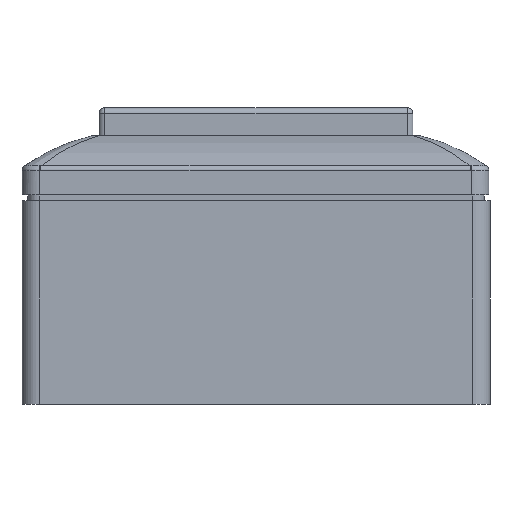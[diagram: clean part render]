
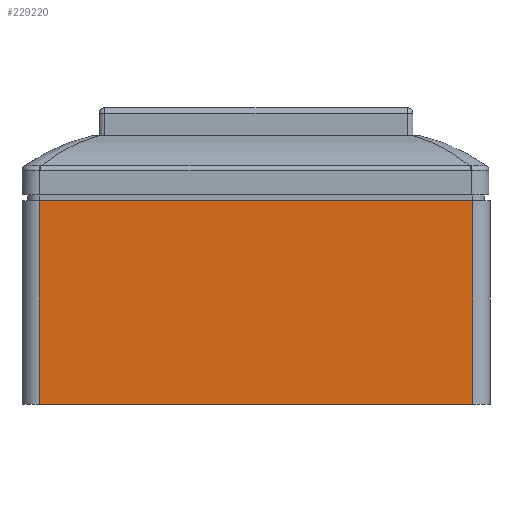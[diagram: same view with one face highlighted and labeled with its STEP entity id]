
A CAD part, front view. The second image highlights one B-rep face of the part: STEP entity #229220.
In plain terms, the highlighted planar face has unit normal (0, -1, 0).
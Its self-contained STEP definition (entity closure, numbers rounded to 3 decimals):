
#222840=CARTESIAN_POINT('',(37.25,-40.25,35.));
#222850=VERTEX_POINT('',#222840);
#222880=CARTESIAN_POINT('',(40.25,-40.25,35.));
#222890=DIRECTION('',(-1.,0.,0.));
#222900=VECTOR('',#222890,1.);
#222910=LINE('',#222880,#222900);
#222920=CARTESIAN_POINT('',(-37.25,-40.25,35.));
#222930=VERTEX_POINT('',#222920);
#222940=EDGE_CURVE('',#222850,#222930,#222910,.T.);
#224140=CARTESIAN_POINT('',(-37.25,-40.25,0.));
#224150=VERTEX_POINT('',#224140);
#224180=CARTESIAN_POINT('',(40.25,-40.25,0.));
#224190=DIRECTION('',(-1.,0.,0.));
#224200=VECTOR('',#224190,1.);
#224210=LINE('',#224180,#224200);
#224220=CARTESIAN_POINT('',(37.25,-40.25,0.));
#224230=VERTEX_POINT('',#224220);
#224240=EDGE_CURVE('',#224230,#224150,#224210,.T.);
#229010=CARTESIAN_POINT('',(-40.25,-40.25,35.));
#229020=DIRECTION('',(-0.,-1.,-0.));
#229030=DIRECTION('',(-1.,0.,0.));
#229040=AXIS2_PLACEMENT_3D('',#229010,#229020,#229030);
#229050=PLANE('',#229040);
#229060=ORIENTED_EDGE('',*,*,#222940,.T.);
#229070=CARTESIAN_POINT('',(37.25,-40.25,35.));
#229080=DIRECTION('',(0.,0.,-1.));
#229090=VECTOR('',#229080,1.);
#229100=LINE('',#229070,#229090);
#229110=EDGE_CURVE('',#222850,#224230,#229100,.T.);
#229120=ORIENTED_EDGE('',*,*,#229110,.F.);
#229130=ORIENTED_EDGE('',*,*,#224240,.F.);
#229140=CARTESIAN_POINT('',(-37.25,-40.25,35.));
#229150=DIRECTION('',(0.,0.,-1.));
#229160=VECTOR('',#229150,1.);
#229170=LINE('',#229140,#229160);
#229180=EDGE_CURVE('',#222930,#224150,#229170,.T.);
#229190=ORIENTED_EDGE('',*,*,#229180,.T.);
#229200=EDGE_LOOP('',(#229190,#229130,#229120,#229060));
#229210=FACE_OUTER_BOUND('',#229200,.T.);
#229220=ADVANCED_FACE('',(#229210),#229050,.T.);
